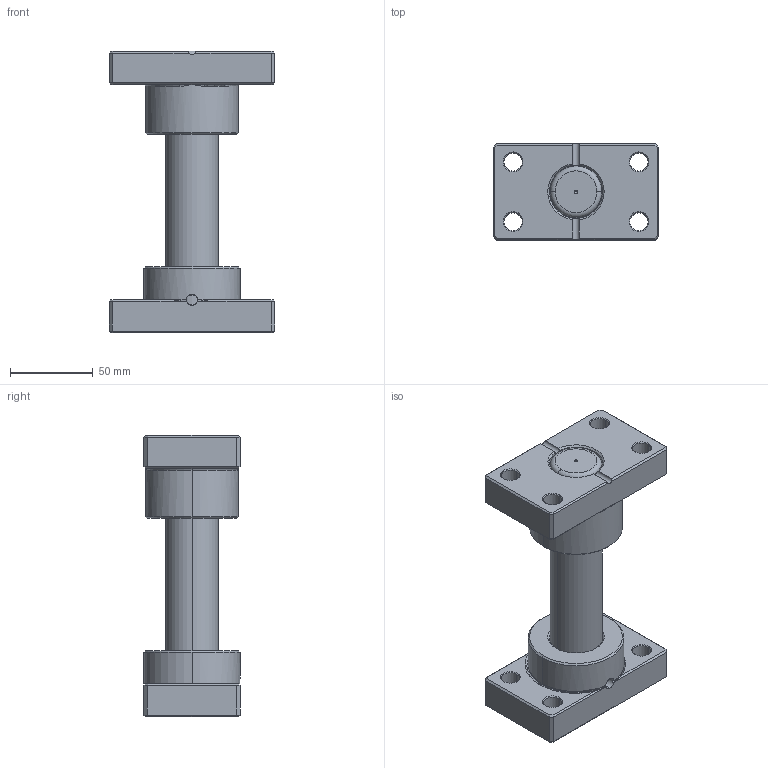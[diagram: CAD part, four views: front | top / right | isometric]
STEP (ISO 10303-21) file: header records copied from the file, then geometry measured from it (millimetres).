
FILE_DESCRIPTION (( 'STEP AP214' ), '1' );
FILE_NAME ('MYZ-D32-L170.STEP', '2021-09-18T08:15:38', ( 'User' ), ( 'china' ), 'SwSTEP 2.0', 'SolidWorks 2016', '' );
FILE_SCHEMA (( 'AUTOMOTIVE_DESIGN' ));
Length unit declared in the file: millimetre
Products named in the file (4): MYZ-D32-L170; MGH-D32; MGP-D32-L170; SBZ-D32
Assembly tree (3 placements, depth 2):
  MYZ-D32-L170
    MGH-D32
    MGP-D32-L170
    SBZ-D32
Bounding box: 100 x 58 x 170 mm (x, y, z)
Volume: 403093.9 mm3; surface area: 72472.9 mm2
Topology: 3 solids, 3 shells, 213 faces, 502 edges, 291 vertices
Faces by surface type: plane 76, cylinder 59, cone 56, torus 18, bspline 4
Entity records: 6494 total; most frequent: CARTESIAN_POINT 1389, DIRECTION 1092, ORIENTED_EDGE 992, EDGE_CURVE 496, AXIS2_PLACEMENT_3D 414, VERTEX_POINT 291, VECTOR 264, LINE 264
